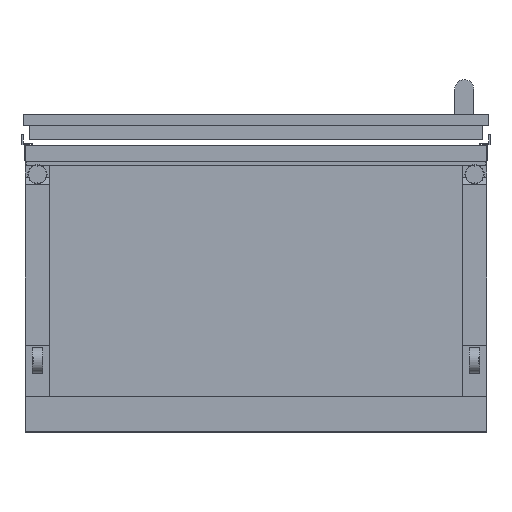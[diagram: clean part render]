
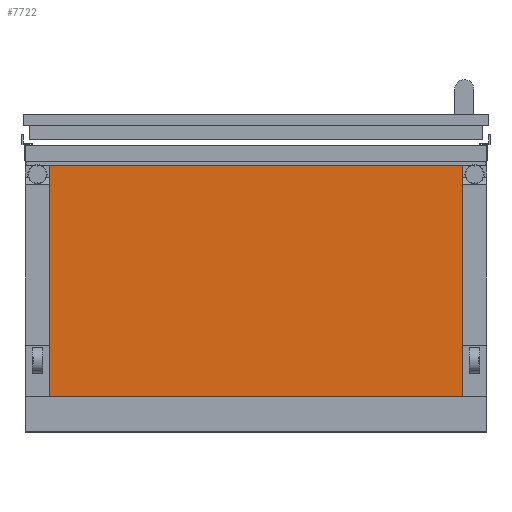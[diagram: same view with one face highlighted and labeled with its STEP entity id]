
A CAD part, front view. The second image highlights one B-rep face of the part: STEP entity #7722.
In plain terms, the highlighted planar face has unit normal (0, -1, 0).
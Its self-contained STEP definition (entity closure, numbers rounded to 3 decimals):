
#26 = VERTEX_POINT ( 'NONE', #4754 ) ;
#269 = EDGE_CURVE ( 'NONE', #9954, #6648, #6919, .T. ) ;
#551 = EDGE_CURVE ( 'NONE', #26, #6648, #10005, .T. ) ;
#867 = ORIENTED_EDGE ( 'NONE', *, *, #6696, .T. ) ;
#1044 = FACE_OUTER_BOUND ( 'NONE', #9967, .T. ) ;
#1290 = CARTESIAN_POINT ( 'NONE',  ( 1301.5, -1025.85, 240. ) ) ;
#1291 = DIRECTION ( 'NONE',  ( 0., 0., 1. ) ) ;
#2393 = CARTESIAN_POINT ( 'NONE',  ( 1301.5, -1025.85, 240. ) ) ;
#2760 = VECTOR ( 'NONE', #1291, 1000. ) ;
#2885 = PLANE ( 'NONE',  #6529 ) ;
#3039 = VECTOR ( 'NONE', #6299, 1000. ) ;
#3539 = DIRECTION ( 'NONE',  ( 0., 0., 1. ) ) ;
#4613 = CARTESIAN_POINT ( 'NONE',  ( 1348.5, -1025.85, -210.4 ) ) ;
#4754 = CARTESIAN_POINT ( 'NONE',  ( 496.5, -1025.85, 240. ) ) ;
#4925 = CARTESIAN_POINT ( 'NONE',  ( 496.5, -1025.85, -210.4 ) ) ;
#5258 = CARTESIAN_POINT ( 'NONE',  ( 1301.5, -1025.85, -280. ) ) ;
#5517 = LINE ( 'NONE', #7570, #2760 ) ;
#6299 = DIRECTION ( 'NONE',  ( 1., 0., 0. ) ) ;
#6353 = DIRECTION ( 'NONE',  ( 0., 1., 0. ) ) ;
#6529 = AXIS2_PLACEMENT_3D ( 'NONE', #8532, #6353, #9429 ) ;
#6648 = VERTEX_POINT ( 'NONE', #1290 ) ;
#6696 = EDGE_CURVE ( 'NONE', #8518, #9954, #10243, .T. ) ;
#6919 = LINE ( 'NONE', #5258, #8784 ) ;
#7054 = DIRECTION ( 'NONE',  ( 1., 0., 0. ) ) ;
#7570 = CARTESIAN_POINT ( 'NONE',  ( 496.5, -1025.85, -280. ) ) ;
#7722 = ADVANCED_FACE ( 'NONE', ( #1044 ), #2885, .F. ) ;
#8119 = EDGE_CURVE ( 'NONE', #8518, #26, #5517, .T. ) ;
#8516 = VECTOR ( 'NONE', #7054, 1000. ) ;
#8518 = VERTEX_POINT ( 'NONE', #4925 ) ;
#8532 = CARTESIAN_POINT ( 'NONE',  ( 1301.5, -1025.85, -280. ) ) ;
#8784 = VECTOR ( 'NONE', #3539, 1000. ) ;
#8958 = ORIENTED_EDGE ( 'NONE', *, *, #269, .T. ) ;
#9339 = ORIENTED_EDGE ( 'NONE', *, *, #551, .F. ) ;
#9429 = DIRECTION ( 'NONE',  ( 0., 0., 1. ) ) ;
#9622 = CARTESIAN_POINT ( 'NONE',  ( 1301.5, -1025.85, -210.4 ) ) ;
#9954 = VERTEX_POINT ( 'NONE', #9622 ) ;
#9967 = EDGE_LOOP ( 'NONE', ( #10084, #867, #8958, #9339 ) ) ;
#10005 = LINE ( 'NONE', #2393, #3039 ) ;
#10084 = ORIENTED_EDGE ( 'NONE', *, *, #8119, .F. ) ;
#10243 = LINE ( 'NONE', #4613, #8516 ) ;
